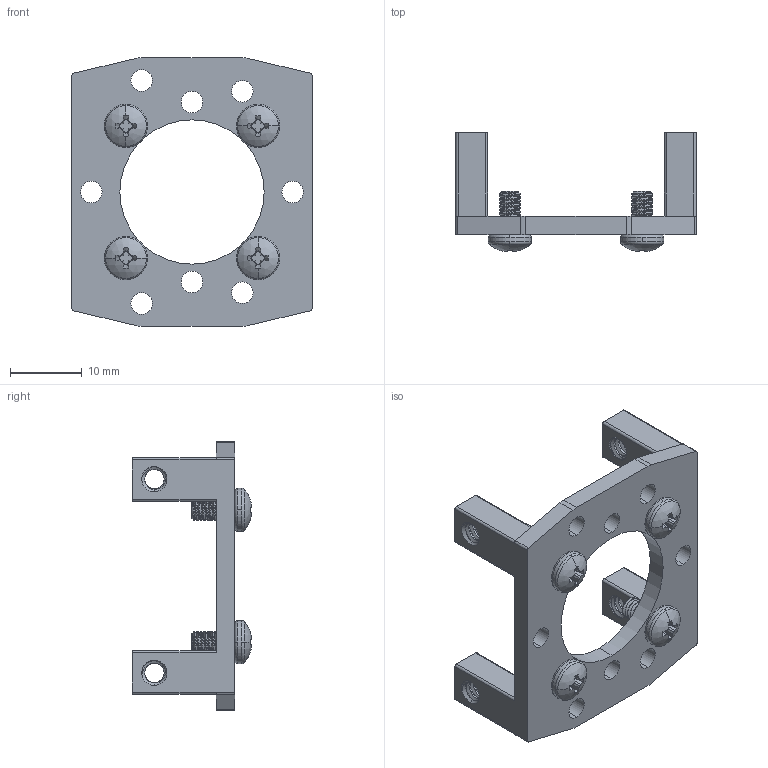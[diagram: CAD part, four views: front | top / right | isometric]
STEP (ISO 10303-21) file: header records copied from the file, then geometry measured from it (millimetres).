
FILE_DESCRIPTION (( 'STEP AP203' ), '1' );
FILE_NAME ('555188 assembly.STEP', '2017-07-03T16:17:59', ( '' ), ( '' ), 'SwSTEP 2.0', 'SolidWorks 2016', '' );
FILE_SCHEMA (( 'CONFIG_CONTROL_DESIGN' ));
Length unit declared in the file: inch
Products named in the file (3): 555188 assembly; 555188; 555188 screw_92005A116
Assembly tree (5 placements, depth 2):
  555188 assembly
    555188
    555188 screw_92005A116  x4
Bounding box: 33.4 x 16.56 x 37.36 mm (x, y, z)
Volume: 3477 mm3; surface area: 4262.3 mm2
Topology: 5 solids, 5 shells, 622 faces, 1785 edges, 1177 vertices
Faces by surface type: cylinder 415, plane 102, cone 61, bspline 20, torus 16, sphere 8
Entity records: 25622 total; most frequent: CARTESIAN_POINT 17680, ORIENTED_EDGE 1854, DIRECTION 1376, EDGE_CURVE 927, VERTEX_POINT 610, AXIS2_PLACEMENT_3D 519, EDGE_LOOP 357, VECTOR 338
